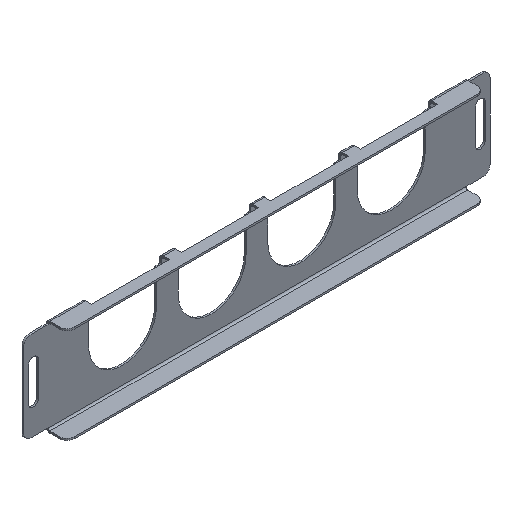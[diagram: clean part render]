
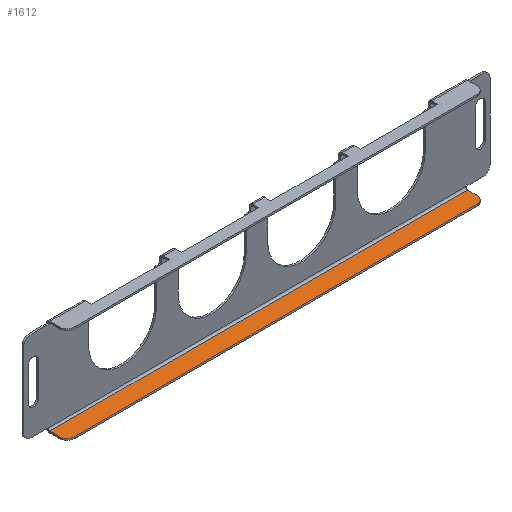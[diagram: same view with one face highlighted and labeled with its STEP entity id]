
A CAD part, isometric view. The second image highlights one B-rep face of the part: STEP entity #1612.
In plain terms, the highlighted planar face has unit normal (0, 0, 1).
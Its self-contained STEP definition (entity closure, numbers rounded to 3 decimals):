
#65 = CARTESIAN_POINT ( 'NONE',  ( 166.5, -11., -38.5 ) ) ;
#216 = VERTEX_POINT ( 'NONE', #2881 ) ;
#242 = EDGE_CURVE ( 'NONE', #216, #2439, #1200, .T. ) ;
#315 = DIRECTION ( 'NONE',  ( 0., 1., 0. ) ) ;
#333 = VECTOR ( 'NONE', #315, 1000. ) ;
#384 = DIRECTION ( 'NONE',  ( 0., 1., 0. ) ) ;
#389 = CARTESIAN_POINT ( 'NONE',  ( -166.5, -17., -38.5 ) ) ;
#404 = ORIENTED_EDGE ( 'NONE', *, *, #1841, .T. ) ;
#471 = VERTEX_POINT ( 'NONE', #2251 ) ;
#564 = ORIENTED_EDGE ( 'NONE', *, *, #925, .F. ) ;
#570 = LINE ( 'NONE', #2812, #333 ) ;
#652 = DIRECTION ( 'NONE',  ( 0., 1., 0. ) ) ;
#695 = DIRECTION ( 'NONE',  ( 0., -1., 0. ) ) ;
#925 = EDGE_CURVE ( 'NONE', #2191, #3485, #3358, .T. ) ;
#1049 = EDGE_LOOP ( 'NONE', ( #1814, #3560, #404, #1511, #3382, #564 ) ) ;
#1103 = CARTESIAN_POINT ( 'NONE',  ( 0., -17., -38.5 ) ) ;
#1120 = DIRECTION ( 'NONE',  ( 0., 0., 1. ) ) ;
#1136 = DIRECTION ( 'NONE',  ( 1., 0., 0. ) ) ;
#1175 = VERTEX_POINT ( 'NONE', #389 ) ;
#1195 = LINE ( 'NONE', #2662, #1453 ) ;
#1200 = CIRCLE ( 'NONE', #3514, 6. ) ;
#1247 = FACE_OUTER_BOUND ( 'NONE', #1049, .T. ) ;
#1312 = CARTESIAN_POINT ( 'NONE',  ( -192.5, -3., -38.5 ) ) ;
#1366 = DIRECTION ( 'NONE',  ( 1., 0., 0. ) ) ;
#1403 = AXIS2_PLACEMENT_3D ( 'NONE', #2012, #1120, #3087 ) ;
#1453 = VECTOR ( 'NONE', #695, 1000. ) ;
#1460 = EDGE_CURVE ( 'NONE', #2439, #3485, #570, .T. ) ;
#1511 = ORIENTED_EDGE ( 'NONE', *, *, #242, .T. ) ;
#1578 = CIRCLE ( 'NONE', #1403, 6. ) ;
#1589 = CARTESIAN_POINT ( 'NONE',  ( 172.5, -11., -38.5 ) ) ;
#1595 = EDGE_CURVE ( 'NONE', #2191, #471, #1195, .T. ) ;
#1612 = ADVANCED_FACE ( 'NONE', ( #1247 ), #2401, .F. ) ;
#1753 = DIRECTION ( 'NONE',  ( 0., 0., -1. ) ) ;
#1814 = ORIENTED_EDGE ( 'NONE', *, *, #1595, .T. ) ;
#1827 = CARTESIAN_POINT ( 'NONE',  ( 0., 0., -38.5 ) ) ;
#1841 = EDGE_CURVE ( 'NONE', #1175, #216, #2256, .T. ) ;
#1932 = CARTESIAN_POINT ( 'NONE',  ( 172.5, -3., -38.5 ) ) ;
#2012 = CARTESIAN_POINT ( 'NONE',  ( -166.5, -11., -38.5 ) ) ;
#2043 = DIRECTION ( 'NONE',  ( 0., 0., 1. ) ) ;
#2191 = VERTEX_POINT ( 'NONE', #3166 ) ;
#2226 = VECTOR ( 'NONE', #1136, 1000. ) ;
#2251 = CARTESIAN_POINT ( 'NONE',  ( -172.5, -11., -38.5 ) ) ;
#2256 = LINE ( 'NONE', #1103, #2226 ) ;
#2284 = AXIS2_PLACEMENT_3D ( 'NONE', #1827, #1753, #384 ) ;
#2401 = PLANE ( 'NONE',  #2284 ) ;
#2439 = VERTEX_POINT ( 'NONE', #1589 ) ;
#2662 = CARTESIAN_POINT ( 'NONE',  ( -172.5, 0., -38.5 ) ) ;
#2812 = CARTESIAN_POINT ( 'NONE',  ( 172.5, 0., -38.5 ) ) ;
#2881 = CARTESIAN_POINT ( 'NONE',  ( 166.5, -17., -38.5 ) ) ;
#3008 = EDGE_CURVE ( 'NONE', #471, #1175, #1578, .T. ) ;
#3087 = DIRECTION ( 'NONE',  ( 0., 1., 0. ) ) ;
#3166 = CARTESIAN_POINT ( 'NONE',  ( -172.5, -3., -38.5 ) ) ;
#3344 = VECTOR ( 'NONE', #1366, 1000. ) ;
#3358 = LINE ( 'NONE', #1312, #3344 ) ;
#3382 = ORIENTED_EDGE ( 'NONE', *, *, #1460, .T. ) ;
#3485 = VERTEX_POINT ( 'NONE', #1932 ) ;
#3514 = AXIS2_PLACEMENT_3D ( 'NONE', #65, #2043, #652 ) ;
#3560 = ORIENTED_EDGE ( 'NONE', *, *, #3008, .T. ) ;
